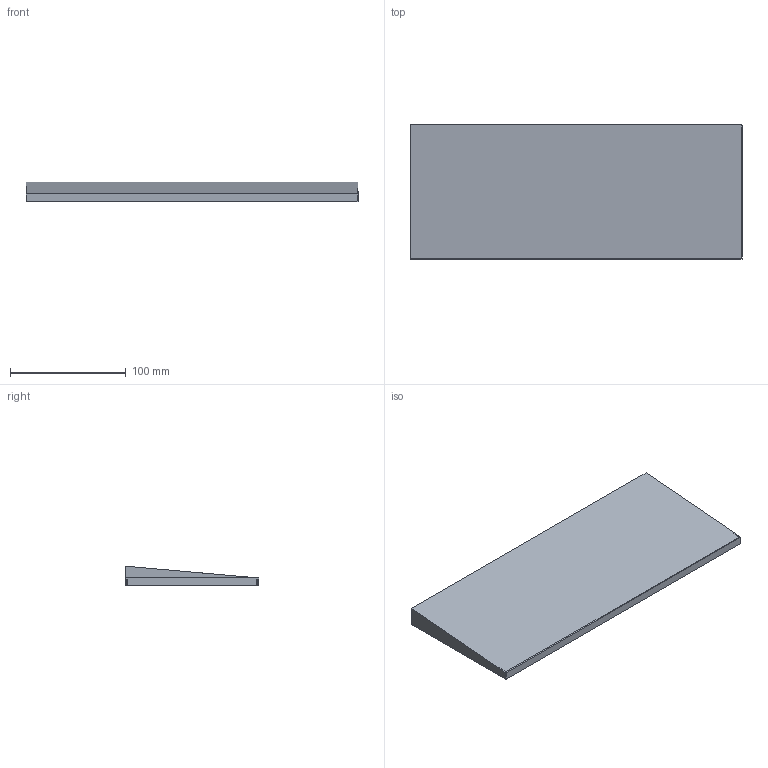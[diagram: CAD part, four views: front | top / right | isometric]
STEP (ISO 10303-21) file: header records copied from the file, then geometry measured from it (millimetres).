
FILE_DESCRIPTION(/* description */ (''),/* implementation_level */ '2;1');
FILE_NAME(/* name */ 'backplate.step',/* time_stamp */ '2026-01-08T20:40:44+06:00',/* author */ (''),/* organization */ (''),/* preprocessor_version */ 'ST-DEVELOPER v20.1',/* originating_system */ 'Autodesk Translation Framework v14.21.0.0',/* authorisation */ '');
FILE_SCHEMA (('AUTOMOTIVE_DESIGN { 1 0 10303 214 3 1 1 }'));
Length unit declared in the file: millimetre
Products named in the file (1): (Unsaved)
Bounding box: 287.38 x 115.98 x 16.99 mm (x, y, z)
Volume: 175427.6 mm3; surface area: 82029.4 mm2
Topology: 5 solids, 5 shells, 184 faces, 521 edges, 348 vertices
Faces by surface type: plane 180, cylinder 4
Full cylindrical faces by diameter (mm): 4 x4
Entity records: 5901 total; most frequent: CARTESIAN_POINT 1054, ORIENTED_EDGE 1042, DIRECTION 899, EDGE_CURVE 521, LINE 513, VECTOR 513, VERTEX_POINT 348, EDGE_LOOP 193
